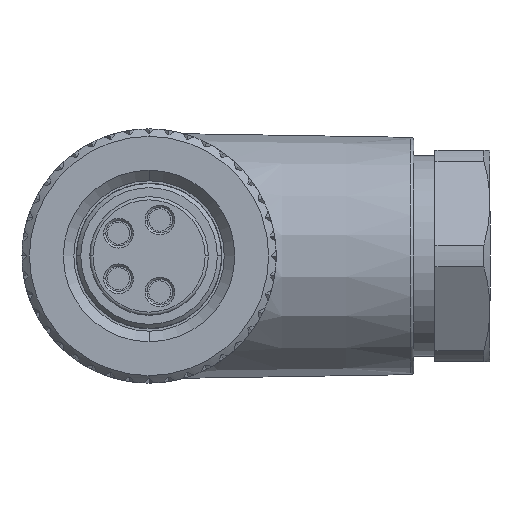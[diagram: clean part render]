
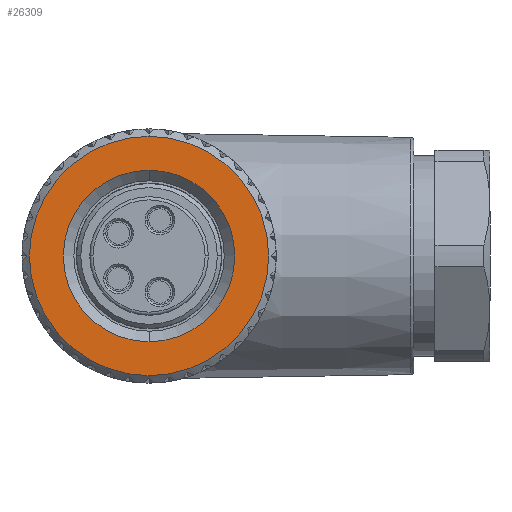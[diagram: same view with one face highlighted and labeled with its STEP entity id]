
A CAD part, left-side view. The second image highlights one B-rep face of the part: STEP entity #26309.
In plain terms, the highlighted planar face has unit normal (-1, 0, 0).
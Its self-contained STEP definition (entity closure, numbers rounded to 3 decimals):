
#1009 = AXIS2_PLACEMENT_3D ( 'NONE', #14410, #39742, #18082 ) ;
#2317 = ORIENTED_EDGE ( 'NONE', *, *, #24683, .T. ) ;
#5413 = PLANE ( 'NONE',  #46236 ) ;
#6053 = DIRECTION ( 'NONE',  ( -1., 0., 0. ) ) ;
#7189 = VERTEX_POINT ( 'NONE', #16021 ) ;
#7467 = DIRECTION ( 'NONE',  ( 1., 0., 0. ) ) ;
#7975 = FACE_OUTER_BOUND ( 'NONE', #21874, .T. ) ;
#8235 = AXIS2_PLACEMENT_3D ( 'NONE', #27732, #6053, #31358 ) ;
#9077 = DIRECTION ( 'NONE',  ( 0., 0., 1. ) ) ;
#10229 = FACE_BOUND ( 'NONE', #30768, .T. ) ;
#14410 = CARTESIAN_POINT ( 'NONE',  ( -17.163, -0.112, 15.757 ) ) ;
#14966 = EDGE_CURVE ( 'NONE', #37377, #23619, #28250, .T. ) ;
#15604 = CARTESIAN_POINT ( 'NONE',  ( -17.163, -0.112, 15.757 ) ) ;
#16021 = CARTESIAN_POINT ( 'NONE',  ( -17.163, -0.112, 11.707 ) ) ;
#17532 = ORIENTED_EDGE ( 'NONE', *, *, #33796, .T. ) ;
#18082 = DIRECTION ( 'NONE',  ( 0., 0., 1. ) ) ;
#19248 = DIRECTION ( 'NONE',  ( 0., 0., 1. ) ) ;
#19874 = CIRCLE ( 'NONE', #23236, 4.05 ) ;
#21874 = EDGE_LOOP ( 'NONE', ( #17532, #23071 ) ) ;
#23071 = ORIENTED_EDGE ( 'NONE', *, *, #14966, .T. ) ;
#23236 = AXIS2_PLACEMENT_3D ( 'NONE', #15604, #40894, #19248 ) ;
#23488 = CARTESIAN_POINT ( 'NONE',  ( -17.163, -0.112, 15.757 ) ) ;
#23619 = VERTEX_POINT ( 'NONE', #40316 ) ;
#24683 = EDGE_CURVE ( 'NONE', #7189, #27973, #19874, .T. ) ;
#26163 = CARTESIAN_POINT ( 'NONE',  ( -17.163, -0.112, 19.807 ) ) ;
#26309 = ADVANCED_FACE ( 'NONE', ( #10229, #7975 ), #5413, .T. ) ;
#27732 = CARTESIAN_POINT ( 'NONE',  ( -17.163, -0.112, 15.757 ) ) ;
#27973 = VERTEX_POINT ( 'NONE', #26163 ) ;
#28250 = CIRCLE ( 'NONE', #8235, 5.65 ) ;
#28932 = AXIS2_PLACEMENT_3D ( 'NONE', #29145, #7467, #32784 ) ;
#29145 = CARTESIAN_POINT ( 'NONE',  ( -17.163, -0.112, 15.757 ) ) ;
#29395 = ORIENTED_EDGE ( 'NONE', *, *, #35746, .T. ) ;
#30734 = DIRECTION ( 'NONE',  ( -1., 0., 0. ) ) ;
#30768 = EDGE_LOOP ( 'NONE', ( #29395, #2317 ) ) ;
#31358 = DIRECTION ( 'NONE',  ( 0., 0., 1. ) ) ;
#31471 = CIRCLE ( 'NONE', #28932, 4.05 ) ;
#32784 = DIRECTION ( 'NONE',  ( 0., 0., 1. ) ) ;
#33796 = EDGE_CURVE ( 'NONE', #23619, #37377, #42788, .T. ) ;
#35746 = EDGE_CURVE ( 'NONE', #27973, #7189, #31471, .T. ) ;
#37377 = VERTEX_POINT ( 'NONE', #44929 ) ;
#39742 = DIRECTION ( 'NONE',  ( -1., 0., 0. ) ) ;
#40316 = CARTESIAN_POINT ( 'NONE',  ( -17.163, -0.112, 10.107 ) ) ;
#40894 = DIRECTION ( 'NONE',  ( 1., 0., 0. ) ) ;
#42788 = CIRCLE ( 'NONE', #1009, 5.65 ) ;
#44929 = CARTESIAN_POINT ( 'NONE',  ( -17.163, -0.112, 21.407 ) ) ;
#46236 = AXIS2_PLACEMENT_3D ( 'NONE', #23488, #30734, #9077 ) ;
